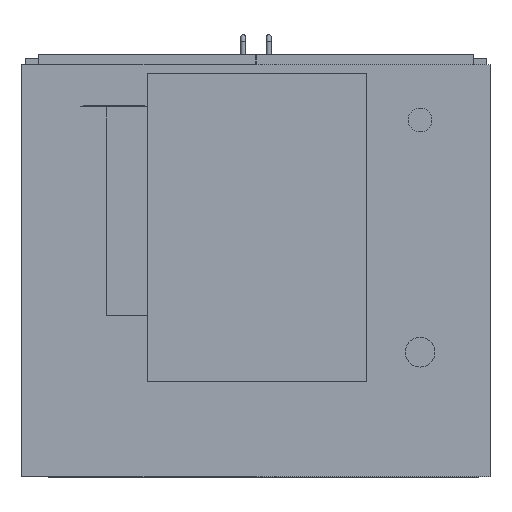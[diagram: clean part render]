
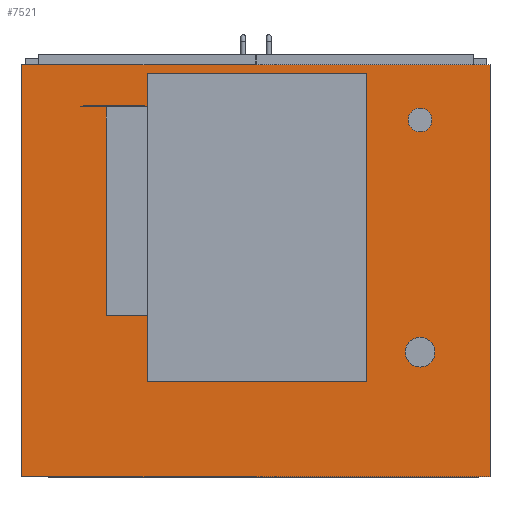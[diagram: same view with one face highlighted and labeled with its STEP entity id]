
A CAD part, front view. The second image highlights one B-rep face of the part: STEP entity #7521.
In plain terms, the highlighted planar face has unit normal (0, -1, 0).
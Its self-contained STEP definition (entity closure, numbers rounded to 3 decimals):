
#104=FACE_BOUND('',#999,.T.);
#105=FACE_BOUND('',#1000,.T.);
#135=PLANE('',#8046);
#541=FACE_OUTER_BOUND('',#998,.T.);
#998=EDGE_LOOP('',(#5357,#5358,#5359,#5360));
#999=EDGE_LOOP('',(#5361));
#1000=EDGE_LOOP('',(#5362));
#1475=LINE('',#10739,#2445);
#1478=LINE('',#10745,#2448);
#1481=LINE('',#10751,#2451);
#1484=LINE('',#10755,#2454);
#2445=VECTOR('',#8638,10.);
#2448=VECTOR('',#8643,10.);
#2451=VECTOR('',#8648,10.);
#2454=VECTOR('',#8653,10.);
#3400=CIRCLE('',#8030,20.);
#3402=CIRCLE('',#8034,25.);
#3508=VERTEX_POINT('',#10696);
#3510=VERTEX_POINT('',#10703);
#3521=VERTEX_POINT('',#10736);
#3522=VERTEX_POINT('',#10738);
#3524=VERTEX_POINT('',#10744);
#3526=VERTEX_POINT('',#10750);
#4227=EDGE_CURVE('',#3508,#3508,#3400,.T.);
#4230=EDGE_CURVE('',#3510,#3510,#3402,.T.);
#4245=EDGE_CURVE('',#3522,#3521,#1475,.T.);
#4248=EDGE_CURVE('',#3524,#3522,#1478,.T.);
#4251=EDGE_CURVE('',#3526,#3524,#1481,.T.);
#4254=EDGE_CURVE('',#3521,#3526,#1484,.T.);
#5357=ORIENTED_EDGE('',*,*,#4254,.T.);
#5358=ORIENTED_EDGE('',*,*,#4251,.T.);
#5359=ORIENTED_EDGE('',*,*,#4248,.T.);
#5360=ORIENTED_EDGE('',*,*,#4245,.T.);
#5361=ORIENTED_EDGE('',*,*,#4227,.T.);
#5362=ORIENTED_EDGE('',*,*,#4230,.T.);
#7521=ADVANCED_FACE('',(#541,#104,#105),#135,.T.);
#8030=AXIS2_PLACEMENT_3D('',#10698,#8599,#8600);
#8034=AXIS2_PLACEMENT_3D('',#10705,#8608,#8609);
#8046=AXIS2_PLACEMENT_3D('',#10757,#8656,#8657);
#8599=DIRECTION('center_axis',(0.,1.,0.));
#8600=DIRECTION('ref_axis',(1.,0.,0.));
#8608=DIRECTION('center_axis',(0.,1.,0.));
#8609=DIRECTION('ref_axis',(1.,0.,0.));
#8638=DIRECTION('',(-1.,0.,0.));
#8643=DIRECTION('',(0.,0.,1.));
#8648=DIRECTION('',(1.,0.,0.));
#8653=DIRECTION('',(0.,0.,-1.));
#8656=DIRECTION('center_axis',(0.,-1.,0.));
#8657=DIRECTION('ref_axis',(0.,0.,-1.));
#10696=CARTESIAN_POINT('',(257.,-390.,254.5));
#10698=CARTESIAN_POINT('Origin',(277.,-390.,254.5));
#10703=CARTESIAN_POINT('',(252.,-390.,-137.5));
#10705=CARTESIAN_POINT('Origin',(277.,-390.,-137.5));
#10736=CARTESIAN_POINT('',(-395.,-390.,347.5));
#10738=CARTESIAN_POINT('',(395.,-390.,347.5));
#10739=CARTESIAN_POINT('',(-395.,-390.,347.5));
#10744=CARTESIAN_POINT('',(395.,-390.,-347.5));
#10745=CARTESIAN_POINT('',(395.,-390.,347.5));
#10750=CARTESIAN_POINT('',(-395.,-390.,-347.5));
#10751=CARTESIAN_POINT('',(395.,-390.,-347.5));
#10755=CARTESIAN_POINT('',(-395.,-390.,-347.5));
#10757=CARTESIAN_POINT('Origin',(0.,-390.,0.));
